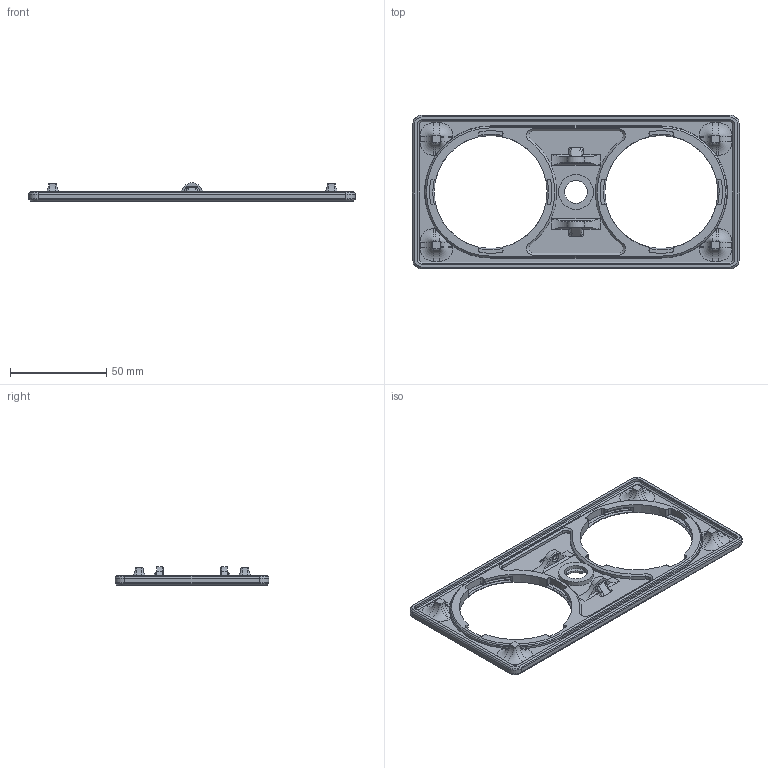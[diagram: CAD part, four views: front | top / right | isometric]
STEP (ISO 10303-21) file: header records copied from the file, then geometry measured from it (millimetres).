
FILE_DESCRIPTION(/* description */ (''),/* implementation_level */ '2;1');
FILE_NAME(/* name */ 'ORS_Top_Piece.step',/* time_stamp */ '2020-12-04T10:08:07-08:00',/* author */ (''),/* organization */ (''),/* preprocessor_version */ 'ST-DEVELOPER v18.1',/* originating_system */ 'Autodesk Translation Framework v9.3.0.1241',/* authorisation */ '');
FILE_SCHEMA (('AUTOMOTIVE_DESIGN { 1 0 10303 214 3 1 1 }'));
Length unit declared in the file: millimetre
Products named in the file (1): ORS_Top_Piece
Bounding box: 170 x 80 x 9.5 mm (x, y, z)
Volume: 29335.7 mm3; surface area: 23209.7 mm2
Topology: 1 solids, 1 shells, 326 faces, 873 edges, 555 vertices
Faces by surface type: cylinder 138, plane 94, torus 46, cone 38, bspline 8, sphere 2
Full cylindrical faces by diameter (mm): 12 x1, 18 x1, 58.7 x2
Entity records: 10987 total; most frequent: CARTESIAN_POINT 2671, DIRECTION 1814, ORIENTED_EDGE 1742, EDGE_CURVE 871, AXIS2_PLACEMENT_3D 716, VERTEX_POINT 555, LINE 382, VECTOR 382
